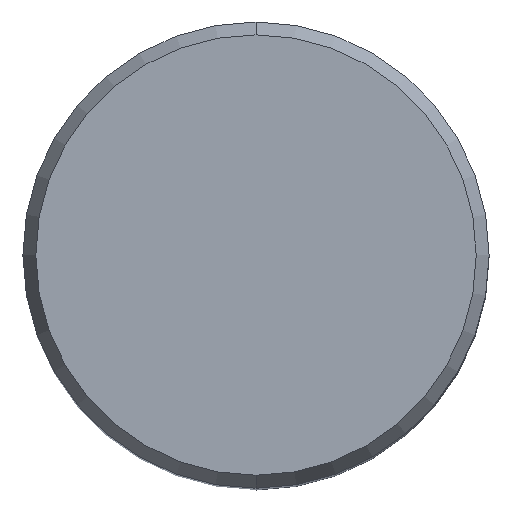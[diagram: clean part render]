
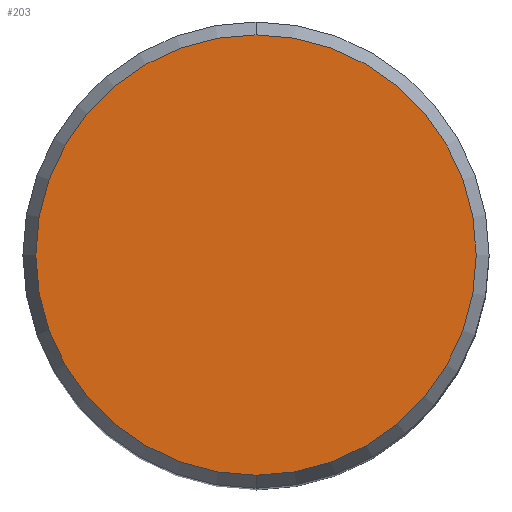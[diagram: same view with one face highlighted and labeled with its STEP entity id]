
A CAD part, top view. The second image highlights one B-rep face of the part: STEP entity #203.
In plain terms, the highlighted planar face has unit normal (0, 0, 1).
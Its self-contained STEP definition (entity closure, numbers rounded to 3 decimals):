
#203=ADVANCED_FACE('',(#562),#563,.T.);
#277=VERTEX_POINT('',#640);
#295=EDGE_CURVE('',#413,#277,#661,.T.);
#413=VERTEX_POINT('',#793);
#487=EDGE_CURVE('',#277,#413,#880,.T.);
#562=FACE_OUTER_BOUND('',#952,.T.);
#563=PLANE('',#953);
#640=CARTESIAN_POINT('',(0.,-11.807,0.0));
#661=CIRCLE('',#1216,11.807);
#793=CARTESIAN_POINT('',(0.0,11.807,0.0));
#880=CIRCLE('',#1602,11.807);
#952=EDGE_LOOP('',(#1824,#1825));
#953=AXIS2_PLACEMENT_3D('',#1826,#1827,#1828);
#1216=AXIS2_PLACEMENT_3D('',#1914,#1915,#1916);
#1602=AXIS2_PLACEMENT_3D('',#2207,#2208,#2209);
#1824=ORIENTED_EDGE('',*,*,#295,.F.);
#1825=ORIENTED_EDGE('',*,*,#487,.F.);
#1826=CARTESIAN_POINT('',(0.0,5.904,0.0));
#1827=DIRECTION('',(-0.0,0.0,1.0));
#1828=DIRECTION('',(0.0,-1.0,0.0));
#1914=CARTESIAN_POINT('',(0.0,0.0,0.0));
#1915=DIRECTION('',(0.0,0.0,-1.0));
#1916=DIRECTION('',(0.0,1.0,0.0));
#2207=CARTESIAN_POINT('',(0.0,0.0,0.0));
#2208=DIRECTION('',(0.0,0.0,-1.0));
#2209=DIRECTION('',(0.0,1.0,0.0));
